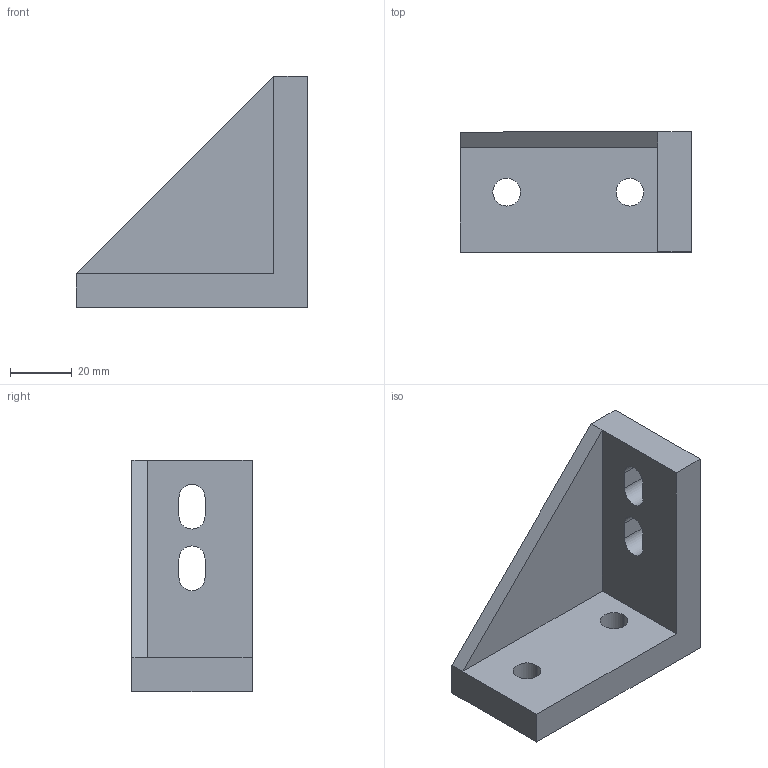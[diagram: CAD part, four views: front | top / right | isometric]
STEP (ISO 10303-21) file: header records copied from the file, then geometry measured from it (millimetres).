
FILE_DESCRIPTION(('STEP AP214'),'1');
FILE_NAME(' ',' ',('TraceParts'),('TraceParts S.A.'),'XStep 1.0',' ',' ');
FILE_SCHEMA(('automotive_design'));
Length unit declared in the file: millimetre
Products named in the file (1): 1
Bounding box: 75 x 39 x 75 mm (x, y, z)
Volume: 66101 mm3; surface area: 19454.6 mm2
Topology: 1 solids, 1 shells, 22 faces, 58 edges, 38 vertices
Faces by surface type: plane 14, cylinder 8
Entity records: 1378 total; most frequent: DIRECTION 120, STYLED_ITEM 119, PRESENTATION_STYLE_ASSIGNMENT 119, CARTESIAN_POINT 119, COLOUR_RGB 119, ORIENTED_EDGE 116, EDGE_CURVE 58, CURVE_STYLE 58
